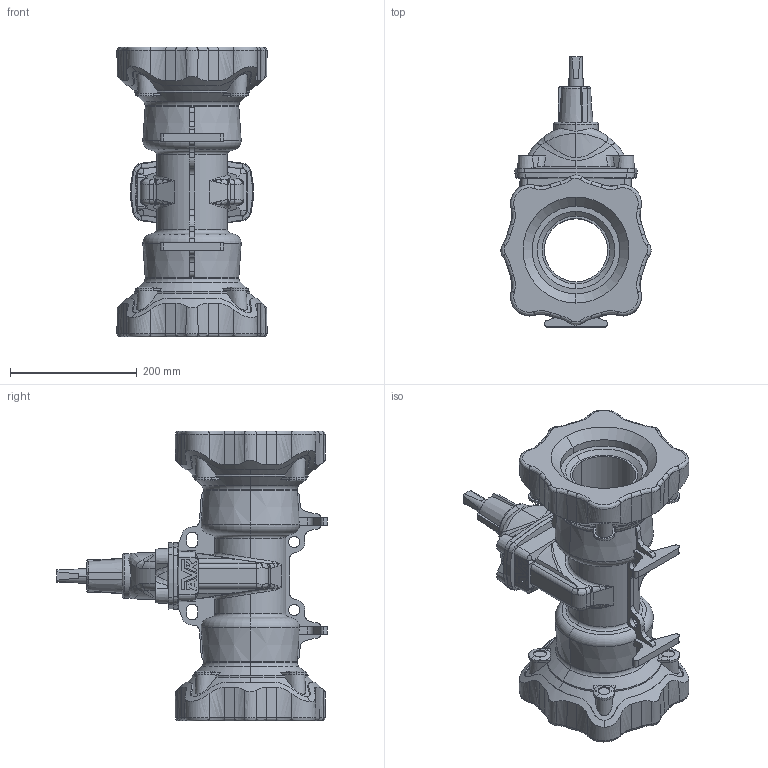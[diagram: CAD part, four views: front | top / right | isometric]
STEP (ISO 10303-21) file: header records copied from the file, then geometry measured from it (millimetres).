
FILE_DESCRIPTION (( 'STEP AP203' ), '1' );
FILE_NAME ('O_636_00_DN100_AA0_step.step', '2015-10-29T10:11:58', ( 'Windows User' ), ( 'AVK' ), 'SwSTEP 2.0', 'SolidWorks 2012', '' );
FILE_SCHEMA (( 'CONFIG_CONTROL_DESIGN' ));
Length unit declared in the file: millimetre
Products named in the file (1): O_636_00_DN100_AA0_step
Bounding box: 236.97 x 426.25 x 457.61 mm (x, y, z)
Volume: 8502019.9 mm3; surface area: 630220 mm2
Topology: 1 solids, 1 shells, 1080 faces, 2919 edges, 1837 vertices
Faces by surface type: bspline 484, plane 226, cylinder 216, cone 80, torus 70, sphere 4
Entity records: 52729 total; most frequent: CARTESIAN_POINT 29743, ORIENTED_EDGE 5806, DIRECTION 3536, EDGE_CURVE 2903, VERTEX_POINT 1837, AXIS2_PLACEMENT_3D 1280, EDGE_LOOP 1102, FACE_OUTER_BOUND 1080
